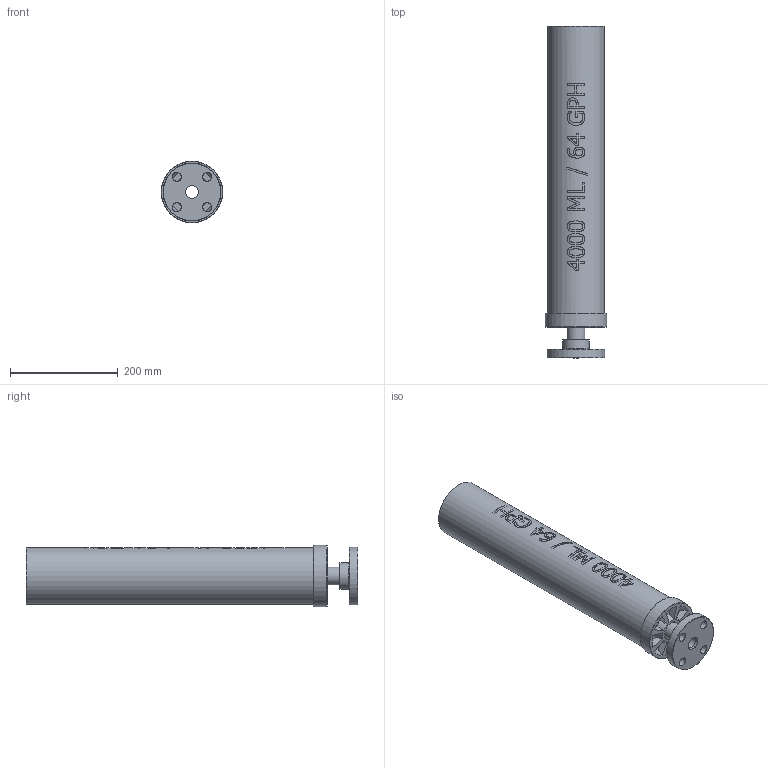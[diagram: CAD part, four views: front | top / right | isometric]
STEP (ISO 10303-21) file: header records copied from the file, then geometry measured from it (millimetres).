
FILE_DESCRIPTION((''),'2;1');
FILE_NAME('PV#1-4000-F_R0.ipt.stp','2017-07-11T09:24:35',(''),(''),'Autodesk Inventor 2009','Autodesk Inventor 2009','');
FILE_SCHEMA(('AUTOMOTIVE_DESIGN { 1 0 10303 214 1 1 1 1 }'));
Length unit declared in the file: inch
Products named in the file (1): PV#1-4000-F_R0
Bounding box: 114.3 x 615.95 x 114.3 mm (x, y, z)
Volume: 611701.8 mm3; surface area: 438740.2 mm2
Topology: 1 solids, 1 shells, 268 faces, 670 edges, 441 vertices
Faces by surface type: bspline 109, plane 95, cylinder 34, cone 17, torus 13
Full cylindrical faces by diameter (mm): 16.002 x4, 23.774 x1, 24.308 x1, 29.362 x1, 33.401 x1, 49.301 x1, 98.45 x1, 101.727 x1, 104.775 x1, 105.41 x1, 107.95 x1, 114.3 x1
Entity records: 45816 total; most frequent: CARTESIAN_POINT 40197, ORIENTED_EDGE 1262, DIRECTION 810, EDGE_CURVE 631, VERTEX_POINT 438, EDGE_LOOP 351, AXIS2_PLACEMENT_3D 288, FACE_OUTER_BOUND 268
